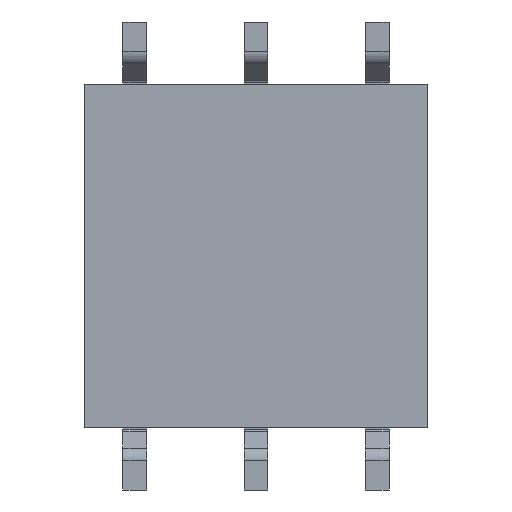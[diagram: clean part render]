
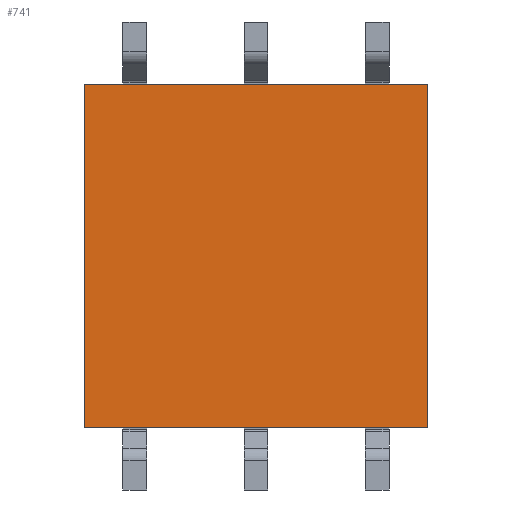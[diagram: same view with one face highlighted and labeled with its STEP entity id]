
A CAD part, front view. The second image highlights one B-rep face of the part: STEP entity #741.
In plain terms, the highlighted planar face has unit normal (0, -1, 0).
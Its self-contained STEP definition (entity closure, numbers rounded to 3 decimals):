
#557=EDGE_CURVE('',#697,#617,#1640,.T.);
#563=EDGE_CURVE('',#657,#597,#1647,.T.);
#587=EDGE_CURVE('',#617,#597,#1673,.T.);
#597=VERTEX_POINT('',#1683);
#617=VERTEX_POINT('',#1706);
#641=EDGE_CURVE('',#657,#697,#1732,.T.);
#657=VERTEX_POINT('',#1750);
#697=VERTEX_POINT('',#1792);
#741=ADVANCED_FACE('',(#1837),#1838,.F.);
#1640=LINE('',#2821,#2822);
#1647=LINE('',#2830,#2831);
#1673=LINE('',#2870,#2871);
#1683=CARTESIAN_POINT('',(-3.6,0.0,-3.6));
#1706=CARTESIAN_POINT('',(3.6,0.0,-3.6));
#1732=LINE('',#2944,#2945);
#1750=CARTESIAN_POINT('',(-3.6,0.0,3.6));
#1792=CARTESIAN_POINT('',(3.6,0.0,3.6));
#1837=FACE_OUTER_BOUND('',#3088,.T.);
#1838=PLANE('',#3089);
#2821=CARTESIAN_POINT('',(3.6,0.0,0.0));
#2822=VECTOR('',#4459,1.0);
#2830=CARTESIAN_POINT('',(-3.6,0.0,0.0));
#2831=VECTOR('',#4468,1.0);
#2870=CARTESIAN_POINT('',(0.0,0.0,-3.6));
#2871=VECTOR('',#4491,1.0);
#2944=CARTESIAN_POINT('',(0.0,0.0,3.6));
#2945=VECTOR('',#4548,1.0);
#3088=EDGE_LOOP('',(#4619,#4620,#4621,#4622));
#3089=AXIS2_PLACEMENT_3D('',#4623,#4624,#4625);
#4459=DIRECTION('',(0.0,0.0,-1.0));
#4468=DIRECTION('',(0.0,0.0,-1.0));
#4491=DIRECTION('',(-1.0,0.0,0.0));
#4548=DIRECTION('',(1.0,0.0,0.0));
#4619=ORIENTED_EDGE('',*,*,#563,.T.);
#4620=ORIENTED_EDGE('',*,*,#587,.F.);
#4621=ORIENTED_EDGE('',*,*,#557,.F.);
#4622=ORIENTED_EDGE('',*,*,#641,.F.);
#4623=CARTESIAN_POINT('',(0.0,0.0,0.0));
#4624=DIRECTION('',(0.0,1.0,0.0));
#4625=DIRECTION('',(0.0,0.0,1.0));
